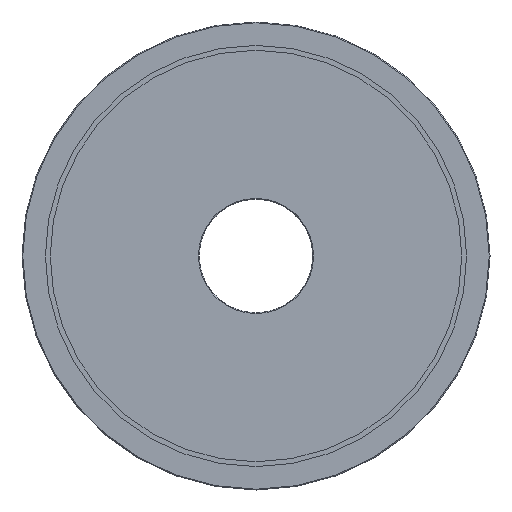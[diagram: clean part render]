
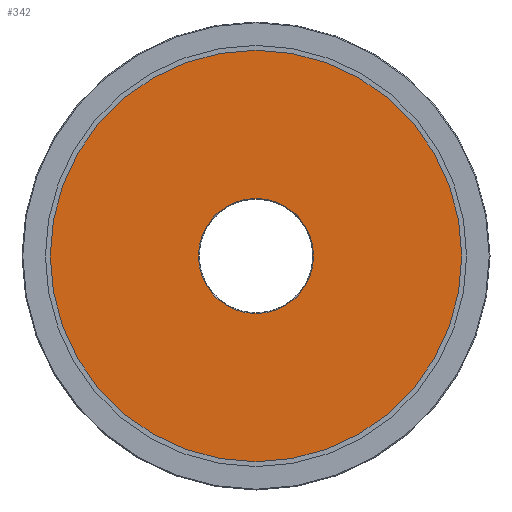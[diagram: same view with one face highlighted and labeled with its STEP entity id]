
A CAD part, front view. The second image highlights one B-rep face of the part: STEP entity #342.
In plain terms, the highlighted planar face has unit normal (0, -1, 0).
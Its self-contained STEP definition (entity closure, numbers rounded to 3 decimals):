
#10 = VERTEX_POINT ( 'NONE', #978 ) ;
#25 = CIRCLE ( 'NONE', #1002, 35.65 ) ;
#57 = ORIENTED_EDGE ( 'NONE', *, *, #1181, .T. ) ;
#89 = CARTESIAN_POINT ( 'NONE',  ( 0., 0., 0. ) ) ;
#131 = ORIENTED_EDGE ( 'NONE', *, *, #1324, .T. ) ;
#169 = FACE_BOUND ( 'NONE', #1346, .T. ) ;
#221 = ORIENTED_EDGE ( 'NONE', *, *, #1081, .T. ) ;
#310 = DIRECTION ( 'NONE',  ( 0., 0., -1. ) ) ;
#342 = ADVANCED_FACE ( 'NONE', ( #169, #376 ), #816, .F. ) ;
#376 = FACE_OUTER_BOUND ( 'NONE', #1170, .T. ) ;
#393 = CIRCLE ( 'NONE', #476, 35.65 ) ;
#452 = CIRCLE ( 'NONE', #1325, 127.5 ) ;
#476 = AXIS2_PLACEMENT_3D ( 'NONE', #1035, #833, #1249 ) ;
#498 = CARTESIAN_POINT ( 'NONE',  ( 0., 0., -127.5 ) ) ;
#586 = CARTESIAN_POINT ( 'NONE',  ( 0., 0., 0. ) ) ;
#590 = DIRECTION ( 'NONE',  ( 0., 1., 0. ) ) ;
#651 = CARTESIAN_POINT ( 'NONE',  ( 0., 0., -35.65 ) ) ;
#657 = CARTESIAN_POINT ( 'NONE',  ( 0., 0., 0. ) ) ;
#694 = DIRECTION ( 'NONE',  ( 0., 0., -1. ) ) ;
#816 = PLANE ( 'NONE',  #1315 ) ;
#833 = DIRECTION ( 'NONE',  ( 0., 1., 0. ) ) ;
#862 = DIRECTION ( 'NONE',  ( 0., 1., 0. ) ) ;
#960 = VERTEX_POINT ( 'NONE', #1037 ) ;
#978 = CARTESIAN_POINT ( 'NONE',  ( 0., 0., 35.65 ) ) ;
#985 = DIRECTION ( 'NONE',  ( 0., -1., 0. ) ) ;
#1002 = AXIS2_PLACEMENT_3D ( 'NONE', #89, #862, #1090 ) ;
#1035 = CARTESIAN_POINT ( 'NONE',  ( 0., 0., 0. ) ) ;
#1036 = VERTEX_POINT ( 'NONE', #498 ) ;
#1037 = CARTESIAN_POINT ( 'NONE',  ( 0., 0., 127.5 ) ) ;
#1042 = CARTESIAN_POINT ( 'NONE',  ( -35.15, 0., 0. ) ) ;
#1081 = EDGE_CURVE ( 'NONE', #960, #1036, #452, .T. ) ;
#1090 = DIRECTION ( 'NONE',  ( 0., 0., 1. ) ) ;
#1107 = DIRECTION ( 'NONE',  ( 0., -1., 0. ) ) ;
#1111 = VERTEX_POINT ( 'NONE', #651 ) ;
#1124 = EDGE_CURVE ( 'NONE', #1111, #10, #25, .T. ) ;
#1128 = DIRECTION ( 'NONE',  ( 0., 0., 1. ) ) ;
#1170 = EDGE_LOOP ( 'NONE', ( #57, #221 ) ) ;
#1181 = EDGE_CURVE ( 'NONE', #1036, #960, #1373, .T. ) ;
#1249 = DIRECTION ( 'NONE',  ( 0., 0., 1. ) ) ;
#1315 = AXIS2_PLACEMENT_3D ( 'NONE', #1042, #590, #1128 ) ;
#1324 = EDGE_CURVE ( 'NONE', #10, #1111, #393, .T. ) ;
#1325 = AXIS2_PLACEMENT_3D ( 'NONE', #657, #985, #310 ) ;
#1346 = EDGE_LOOP ( 'NONE', ( #1354, #131 ) ) ;
#1347 = AXIS2_PLACEMENT_3D ( 'NONE', #586, #1107, #694 ) ;
#1354 = ORIENTED_EDGE ( 'NONE', *, *, #1124, .T. ) ;
#1373 = CIRCLE ( 'NONE', #1347, 127.5 ) ;
